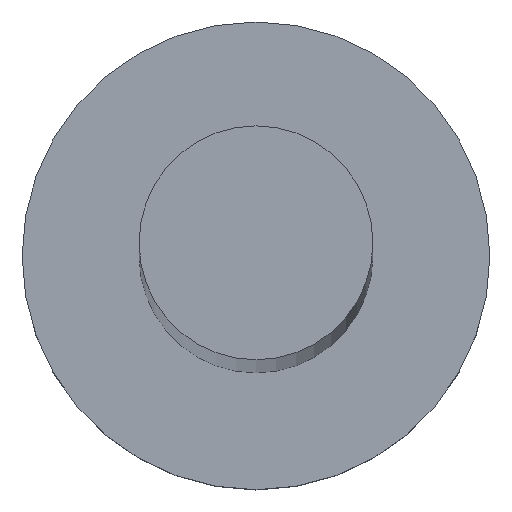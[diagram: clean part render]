
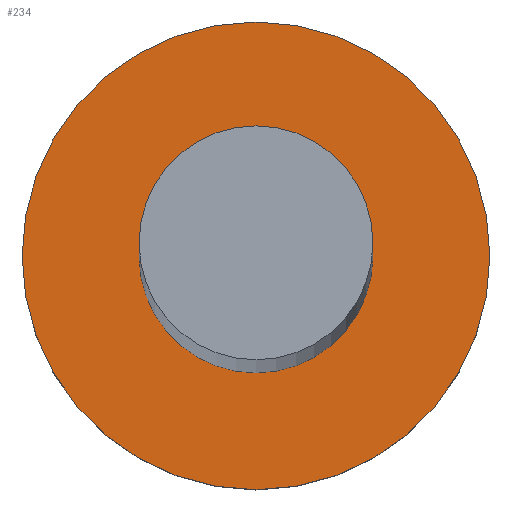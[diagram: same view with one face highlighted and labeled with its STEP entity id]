
A CAD part, top view. The second image highlights one B-rep face of the part: STEP entity #234.
In plain terms, the highlighted planar face has unit normal (0, 0, 1).
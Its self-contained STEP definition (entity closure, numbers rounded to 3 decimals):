
#4 = AXIS2_PLACEMENT_3D ( 'NONE', #183, #110, #127 ) ;
#7 = VERTEX_POINT ( 'NONE', #138 ) ;
#8 = VERTEX_POINT ( 'NONE', #220 ) ;
#13 = CARTESIAN_POINT ( 'NONE',  ( 0., 0., 3. ) ) ;
#22 = CIRCLE ( 'NONE', #48, 2.5 ) ;
#26 = EDGE_CURVE ( 'NONE', #8, #117, #240, .T. ) ;
#29 = DIRECTION ( 'NONE',  ( 0., 0., 1. ) ) ;
#32 = PLANE ( 'NONE',  #119 ) ;
#42 = ORIENTED_EDGE ( 'NONE', *, *, #83, .F. ) ;
#46 = CARTESIAN_POINT ( 'NONE',  ( 0., 0., 3. ) ) ;
#48 = AXIS2_PLACEMENT_3D ( 'NONE', #53, #29, #185 ) ;
#53 = CARTESIAN_POINT ( 'NONE',  ( 0., 0., 3. ) ) ;
#57 = FACE_BOUND ( 'NONE', #238, .T. ) ;
#65 = DIRECTION ( 'NONE',  ( 0., 0., 1. ) ) ;
#66 = EDGE_LOOP ( 'NONE', ( #179, #199 ) ) ;
#83 = EDGE_CURVE ( 'NONE', #143, #7, #196, .T. ) ;
#84 = DIRECTION ( 'NONE',  ( 0., 0., 1. ) ) ;
#97 = CIRCLE ( 'NONE', #4, 5. ) ;
#110 = DIRECTION ( 'NONE',  ( 0., 0., 1. ) ) ;
#117 = VERTEX_POINT ( 'NONE', #249 ) ;
#118 = DIRECTION ( 'NONE',  ( 1., 0., 0. ) ) ;
#119 = AXIS2_PLACEMENT_3D ( 'NONE', #13, #164, #244 ) ;
#127 = DIRECTION ( 'NONE',  ( 1., 0., 0. ) ) ;
#134 = AXIS2_PLACEMENT_3D ( 'NONE', #46, #65, #137 ) ;
#137 = DIRECTION ( 'NONE',  ( 1., 0., 0. ) ) ;
#138 = CARTESIAN_POINT ( 'NONE',  ( 2.5, 0., 3. ) ) ;
#143 = VERTEX_POINT ( 'NONE', #206 ) ;
#157 = AXIS2_PLACEMENT_3D ( 'NONE', #203, #84, #118 ) ;
#164 = DIRECTION ( 'NONE',  ( 0., 0., 1. ) ) ;
#179 = ORIENTED_EDGE ( 'NONE', *, *, #26, .T. ) ;
#183 = CARTESIAN_POINT ( 'NONE',  ( 0., 0., 3. ) ) ;
#185 = DIRECTION ( 'NONE',  ( 1., 0., 0. ) ) ;
#196 = CIRCLE ( 'NONE', #134, 2.5 ) ;
#197 = EDGE_CURVE ( 'NONE', #7, #143, #22, .T. ) ;
#199 = ORIENTED_EDGE ( 'NONE', *, *, #232, .T. ) ;
#200 = ORIENTED_EDGE ( 'NONE', *, *, #197, .F. ) ;
#203 = CARTESIAN_POINT ( 'NONE',  ( 0., 0., 3. ) ) ;
#206 = CARTESIAN_POINT ( 'NONE',  ( -2.5, 0., 3. ) ) ;
#209 = FACE_OUTER_BOUND ( 'NONE', #66, .T. ) ;
#220 = CARTESIAN_POINT ( 'NONE',  ( -5., 0., 3. ) ) ;
#232 = EDGE_CURVE ( 'NONE', #117, #8, #97, .T. ) ;
#234 = ADVANCED_FACE ( 'NONE', ( #57, #209 ), #32, .T. ) ;
#238 = EDGE_LOOP ( 'NONE', ( #42, #200 ) ) ;
#240 = CIRCLE ( 'NONE', #157, 5. ) ;
#244 = DIRECTION ( 'NONE',  ( 1., 0., 0. ) ) ;
#249 = CARTESIAN_POINT ( 'NONE',  ( 5., 0., 3. ) ) ;
